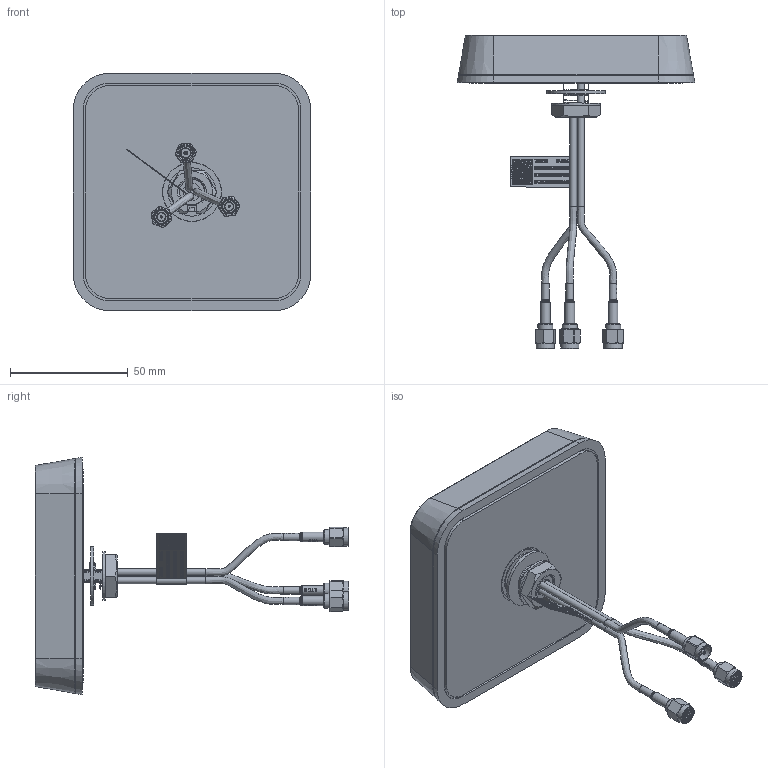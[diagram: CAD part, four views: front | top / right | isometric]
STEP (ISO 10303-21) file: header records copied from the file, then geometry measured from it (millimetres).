
FILE_DESCRIPTION (( 'STEP AP214' ), '1' );
FILE_NAME ('EDW.006607-MA583.W.001-3-In-1-Antennna-(D03).STEP', '2025-06-12T18:21:46', ( '' ), ( '' ), 'SwSTEP 2.0', 'SolidWorks 2022', '' );
FILE_SCHEMA (( 'AUTOMOTIVE_DESIGN' ));
Length unit declared in the file: millimetre
Products named in the file (1): EDW.006607-MA583.W.001-3-In-1-Antennna-(D03)
Bounding box: 100.99 x 133.3 x 100.99 mm (x, y, z)
Surface area: 42541 mm2 (no closed solid volume)
Topology: 0 solids, 277 shells, 518 faces, 6373 edges, 6126 vertices
Faces by surface type: plane 342, cylinder 86, bspline 31, cone 30, torus 29
Full cylindrical faces by diameter (mm): 0.6 x1, 0.92 x2, 1.5 x1, 2.9 x4, 3.15 x1, 3.2 x2, 4 x2, 4.1 x2, 6.35 x2, 6.4 x3, 6.5 x1, 7.8 x3, 20.5 x1, 24.9 x1, 25 x1
Entity records: 83784 total; most frequent: CARTESIAN_POINT 37625, ORIENTED_EDGE 6752, DIRECTION 6359, EDGE_CURVE 6301, VERTEX_POINT 6113, LINE 4839, VECTOR 4839, B_SPLINE_CURVE_WITH_KNOTS 1066
